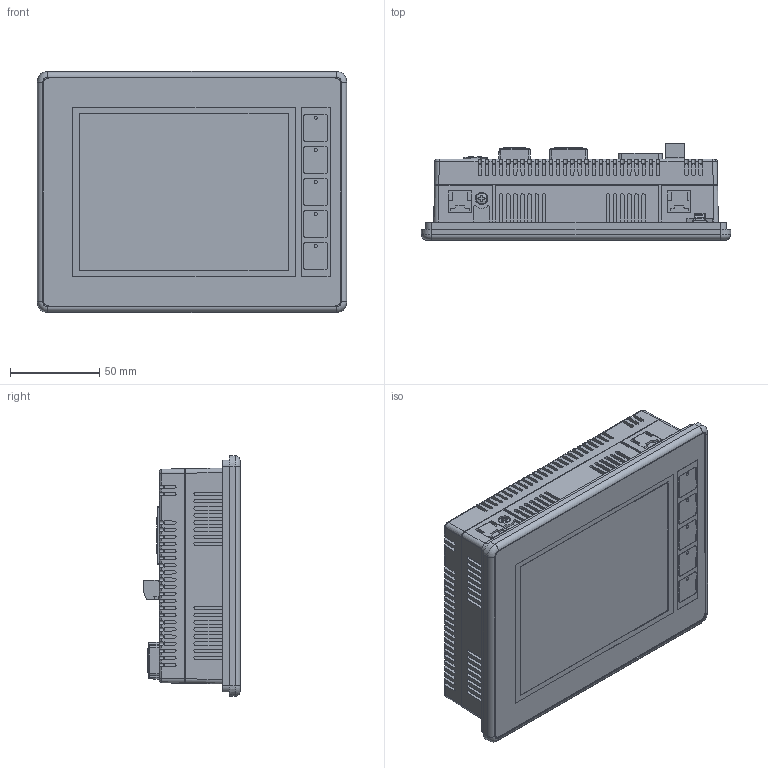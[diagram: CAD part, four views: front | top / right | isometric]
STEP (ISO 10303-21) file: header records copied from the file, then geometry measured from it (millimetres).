
FILE_DESCRIPTION (( 'STEP AP214' ), '1' );
FILE_NAME ('EA3-T6CL_150625.STEP', '2015-11-10T18:04:57', ( '' ), ( '' ), 'SwSTEP 2.0', 'SolidWorks 2015', '' );
FILE_SCHEMA (( 'AUTOMOTIVE_DESIGN' ));
Products named in the file (1): EA3-T6CL_150625
Bounding box: 174 x 54.1 x 135.4 mm (x, y, z)
Volume: 880561.9 mm3; surface area: 102818.4 mm2
Topology: 1 solids, 21 shells, 4176 faces, 11304 edges, 7426 vertices
Faces by surface type: plane 3037, cylinder 928, cone 125, bspline 42, torus 32, sphere 12
Entity records: 137822 total; most frequent: CARTESIAN_POINT 34858, ORIENTED_EDGE 22608, DIRECTION 19770, EDGE_CURVE 11304, LINE 8798, VECTOR 8798, VERTEX_POINT 7426, AXIS2_PLACEMENT_3D 5486
